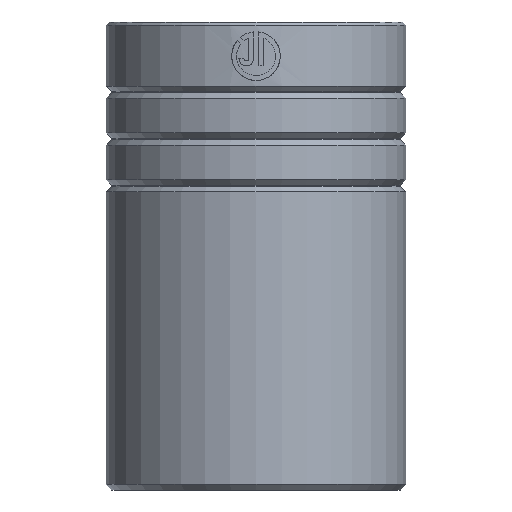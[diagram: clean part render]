
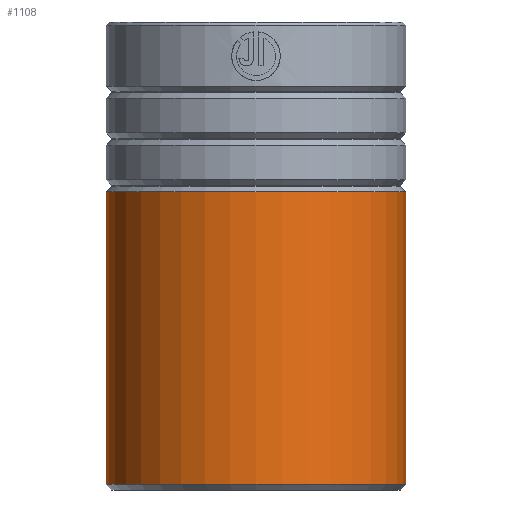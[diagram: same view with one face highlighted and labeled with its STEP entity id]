
A CAD part, front view. The second image highlights one B-rep face of the part: STEP entity #1108.
In plain terms, the highlighted cylindrical face has radius 32 mm (diameter 64 mm), a partial arc.
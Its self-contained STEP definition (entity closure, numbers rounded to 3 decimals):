
#17 = DIRECTION ( 'NONE',  ( 0., 0., -1. ) ) ;
#72 = CARTESIAN_POINT ( 'NONE',  ( -32., 0., 1.2 ) ) ;
#170 = VERTEX_POINT ( 'NONE', #2288 ) ;
#324 = ORIENTED_EDGE ( 'NONE', *, *, #1974, .T. ) ;
#358 = CARTESIAN_POINT ( 'NONE',  ( -32., 0., 63.717 ) ) ;
#413 = VERTEX_POINT ( 'NONE', #453 ) ;
#444 = DIRECTION ( 'NONE',  ( 0., 0., 1. ) ) ;
#453 = CARTESIAN_POINT ( 'NONE',  ( 32., 0., 63.717 ) ) ;
#536 = LINE ( 'NONE', #935, #2590 ) ;
#577 = EDGE_CURVE ( 'NONE', #925, #1761, #536, .T. ) ;
#601 = CYLINDRICAL_SURFACE ( 'NONE', #1570, 32. ) ;
#781 = DIRECTION ( 'NONE',  ( 0., 0., -1. ) ) ;
#812 = CARTESIAN_POINT ( 'NONE',  ( 0., 0., 63.717 ) ) ;
#879 = VECTOR ( 'NONE', #2166, 1000. ) ;
#925 = VERTEX_POINT ( 'NONE', #358 ) ;
#935 = CARTESIAN_POINT ( 'NONE',  ( -32., 0., 100. ) ) ;
#957 = CARTESIAN_POINT ( 'NONE',  ( 32., 0., 100. ) ) ;
#1010 = DIRECTION ( 'NONE',  ( 1., 0., 0. ) ) ;
#1107 = AXIS2_PLACEMENT_3D ( 'NONE', #812, #17, #1630 ) ;
#1108 = ADVANCED_FACE ( 'NONE', ( #2631 ), #601, .T. ) ;
#1277 = ORIENTED_EDGE ( 'NONE', *, *, #2025, .T. ) ;
#1354 = ORIENTED_EDGE ( 'NONE', *, *, #1423, .F. ) ;
#1383 = CARTESIAN_POINT ( 'NONE',  ( 0., 0., 100. ) ) ;
#1423 = EDGE_CURVE ( 'NONE', #413, #170, #2599, .T. ) ;
#1462 = CIRCLE ( 'NONE', #1107, 32. ) ;
#1570 = AXIS2_PLACEMENT_3D ( 'NONE', #1383, #781, #2205 ) ;
#1630 = DIRECTION ( 'NONE',  ( -1., 0., 0. ) ) ;
#1761 = VERTEX_POINT ( 'NONE', #72 ) ;
#1823 = EDGE_LOOP ( 'NONE', ( #1354, #1277, #2302, #324 ) ) ;
#1940 = AXIS2_PLACEMENT_3D ( 'NONE', #2664, #444, #1010 ) ;
#1974 = EDGE_CURVE ( 'NONE', #1761, #170, #2361, .T. ) ;
#2025 = EDGE_CURVE ( 'NONE', #413, #925, #1462, .T. ) ;
#2166 = DIRECTION ( 'NONE',  ( 0., 0., -1. ) ) ;
#2205 = DIRECTION ( 'NONE',  ( -1., 0., 0. ) ) ;
#2288 = CARTESIAN_POINT ( 'NONE',  ( 32., 0., 1.2 ) ) ;
#2302 = ORIENTED_EDGE ( 'NONE', *, *, #577, .T. ) ;
#2361 = CIRCLE ( 'NONE', #1940, 32. ) ;
#2561 = DIRECTION ( 'NONE',  ( 0., 0., -1. ) ) ;
#2590 = VECTOR ( 'NONE', #2561, 1000. ) ;
#2599 = LINE ( 'NONE', #957, #879 ) ;
#2631 = FACE_OUTER_BOUND ( 'NONE', #1823, .T. ) ;
#2664 = CARTESIAN_POINT ( 'NONE',  ( 0., 0., 1.2 ) ) ;
